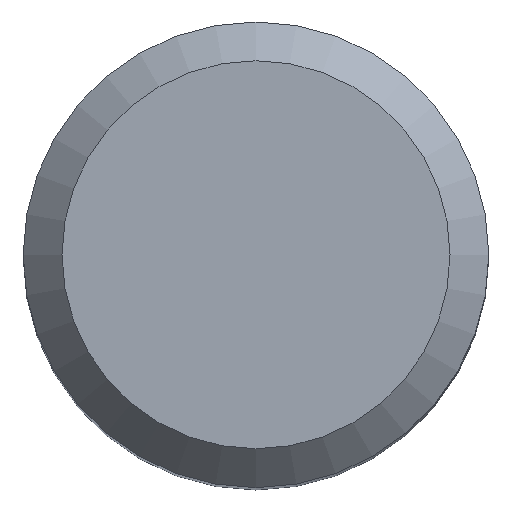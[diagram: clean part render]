
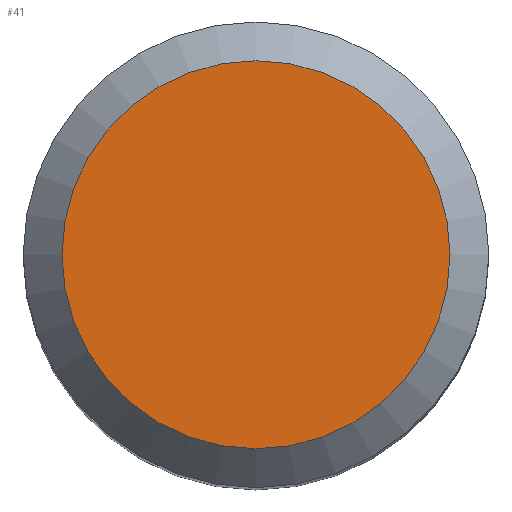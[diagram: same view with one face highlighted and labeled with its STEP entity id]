
A CAD part, top view. The second image highlights one B-rep face of the part: STEP entity #41.
In plain terms, the highlighted planar face has unit normal (0, 0, 1).
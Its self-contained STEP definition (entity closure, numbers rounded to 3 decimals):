
#4 = AXIS2_PLACEMENT_3D ( 'NONE', #189, #6, #234 ) ;
#6 = DIRECTION ( 'NONE',  ( 0., 0., -1. ) ) ;
#10 = CARTESIAN_POINT ( 'NONE',  ( 0., 0., 102. ) ) ;
#41 = ADVANCED_FACE ( 'NONE', ( #88 ), #108, .F. ) ;
#49 = EDGE_CURVE ( 'NONE', #80, #80, #146, .T. ) ;
#73 = EDGE_LOOP ( 'NONE', ( #150 ) ) ;
#80 = VERTEX_POINT ( 'NONE', #133 ) ;
#88 = FACE_OUTER_BOUND ( 'NONE', #73, .T. ) ;
#108 = PLANE ( 'NONE',  #4 ) ;
#129 = DIRECTION ( 'NONE',  ( 0., 0., -1. ) ) ;
#133 = CARTESIAN_POINT ( 'NONE',  ( 0., 5., 102. ) ) ;
#146 = CIRCLE ( 'NONE', #244, 5. ) ;
#150 = ORIENTED_EDGE ( 'NONE', *, *, #49, .F. ) ;
#170 = DIRECTION ( 'NONE',  ( 0., 1., 0. ) ) ;
#189 = CARTESIAN_POINT ( 'NONE',  ( 0., 0., 102. ) ) ;
#234 = DIRECTION ( 'NONE',  ( 0., 1., 0. ) ) ;
#244 = AXIS2_PLACEMENT_3D ( 'NONE', #10, #129, #170 ) ;
